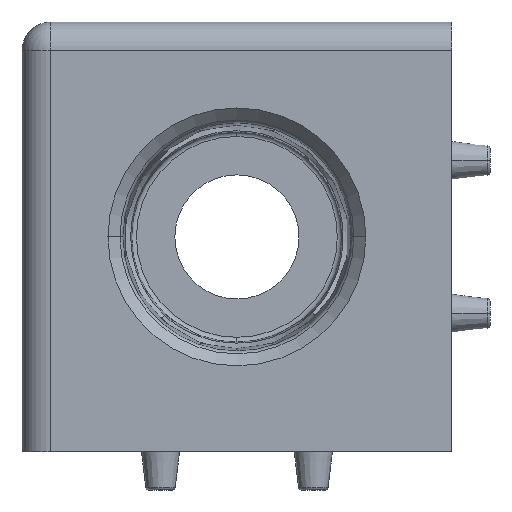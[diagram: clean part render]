
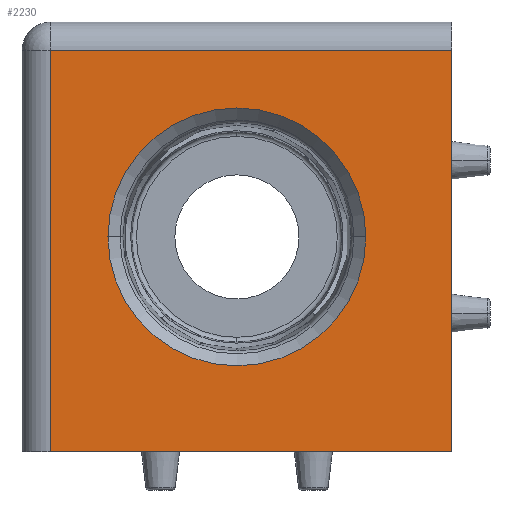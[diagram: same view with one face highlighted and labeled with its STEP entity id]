
A CAD part, front view. The second image highlights one B-rep face of the part: STEP entity #2230.
In plain terms, the highlighted planar face has unit normal (0, -1, 0).
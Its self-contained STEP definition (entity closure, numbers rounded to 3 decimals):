
#8 = CARTESIAN_POINT ( 'NONE',  ( -22.5, -22.5, -22.5 ) ) ;
#157 = CARTESIAN_POINT ( 'NONE',  ( 0., -22.5, 0. ) ) ;
#197 = FACE_BOUND ( 'NONE', #209, .T. ) ;
#209 = EDGE_LOOP ( 'NONE', ( #2124, #1958 ) ) ;
#248 = CARTESIAN_POINT ( 'NONE',  ( -22.5, -22.5, 19.5 ) ) ;
#284 = CARTESIAN_POINT ( 'NONE',  ( 0., -22.5, 0. ) ) ;
#308 = CARTESIAN_POINT ( 'NONE',  ( -22.5, -22.5, 22.5 ) ) ;
#386 = EDGE_CURVE ( 'NONE', #2673, #1392, #3020, .T. ) ;
#403 = EDGE_LOOP ( 'NONE', ( #1328, #1710, #1424, #2696 ) ) ;
#417 = CARTESIAN_POINT ( 'NONE',  ( 22.5, -22.5, 19.5 ) ) ;
#438 = DIRECTION ( 'NONE',  ( -1., 0., 0. ) ) ;
#562 = DIRECTION ( 'NONE',  ( -1., 0., 0. ) ) ;
#785 = EDGE_CURVE ( 'NONE', #2481, #1374, #3054, .T. ) ;
#831 = EDGE_CURVE ( 'NONE', #1374, #2673, #2979, .T. ) ;
#929 = CARTESIAN_POINT ( 'NONE',  ( -13.5, -22.5, 0. ) ) ;
#1025 = CIRCLE ( 'NONE', #1734, 13.5 ) ;
#1075 = LINE ( 'NONE', #1496, #1836 ) ;
#1120 = EDGE_CURVE ( 'NONE', #2481, #1392, #1075, .T. ) ;
#1149 = PLANE ( 'NONE',  #1543 ) ;
#1233 = EDGE_CURVE ( 'NONE', #1578, #2971, #1740, .T. ) ;
#1328 = ORIENTED_EDGE ( 'NONE', *, *, #1120, .F. ) ;
#1374 = VERTEX_POINT ( 'NONE', #2421 ) ;
#1392 = VERTEX_POINT ( 'NONE', #1905 ) ;
#1424 = ORIENTED_EDGE ( 'NONE', *, *, #831, .T. ) ;
#1442 = DIRECTION ( 'NONE',  ( 0., 1., 0. ) ) ;
#1496 = CARTESIAN_POINT ( 'NONE',  ( 22.5, -22.5, 22.5 ) ) ;
#1501 = DIRECTION ( 'NONE',  ( 0., 0., -1. ) ) ;
#1543 = AXIS2_PLACEMENT_3D ( 'NONE', #308, #1442, #3382 ) ;
#1578 = VERTEX_POINT ( 'NONE', #929 ) ;
#1710 = ORIENTED_EDGE ( 'NONE', *, *, #785, .T. ) ;
#1734 = AXIS2_PLACEMENT_3D ( 'NONE', #284, #2206, #562 ) ;
#1740 = CIRCLE ( 'NONE', #3398, 13.5 ) ;
#1836 = VECTOR ( 'NONE', #2044, 1000. ) ;
#1905 = CARTESIAN_POINT ( 'NONE',  ( 22.5, -22.5, -22.5 ) ) ;
#1958 = ORIENTED_EDGE ( 'NONE', *, *, #1233, .T. ) ;
#2006 = CARTESIAN_POINT ( 'NONE',  ( -19.5, -22.5, -22.5 ) ) ;
#2044 = DIRECTION ( 'NONE',  ( 0., 0., -1. ) ) ;
#2095 = DIRECTION ( 'NONE',  ( 0., 1., 0. ) ) ;
#2097 = CARTESIAN_POINT ( 'NONE',  ( 13.5, -22.5, 0. ) ) ;
#2124 = ORIENTED_EDGE ( 'NONE', *, *, #2181, .T. ) ;
#2181 = EDGE_CURVE ( 'NONE', #2971, #1578, #1025, .T. ) ;
#2196 = VECTOR ( 'NONE', #1501, 1000. ) ;
#2206 = DIRECTION ( 'NONE',  ( 0., 1., 0. ) ) ;
#2212 = FACE_OUTER_BOUND ( 'NONE', #403, .T. ) ;
#2230 = ADVANCED_FACE ( 'NONE', ( #197, #2212 ), #1149, .F. ) ;
#2239 = VECTOR ( 'NONE', #2272, 1000. ) ;
#2272 = DIRECTION ( 'NONE',  ( 1., 0., 0. ) ) ;
#2285 = VECTOR ( 'NONE', #3607, 1000. ) ;
#2421 = CARTESIAN_POINT ( 'NONE',  ( -19.5, -22.5, 19.5 ) ) ;
#2481 = VERTEX_POINT ( 'NONE', #417 ) ;
#2673 = VERTEX_POINT ( 'NONE', #2006 ) ;
#2696 = ORIENTED_EDGE ( 'NONE', *, *, #386, .T. ) ;
#2971 = VERTEX_POINT ( 'NONE', #2097 ) ;
#2979 = LINE ( 'NONE', #3330, #2196 ) ;
#3020 = LINE ( 'NONE', #8, #2239 ) ;
#3054 = LINE ( 'NONE', #248, #2285 ) ;
#3330 = CARTESIAN_POINT ( 'NONE',  ( -19.5, -22.5, 22.5 ) ) ;
#3382 = DIRECTION ( 'NONE',  ( -1., 0., 0. ) ) ;
#3398 = AXIS2_PLACEMENT_3D ( 'NONE', #157, #2095, #438 ) ;
#3607 = DIRECTION ( 'NONE',  ( -1., 0., 0. ) ) ;
